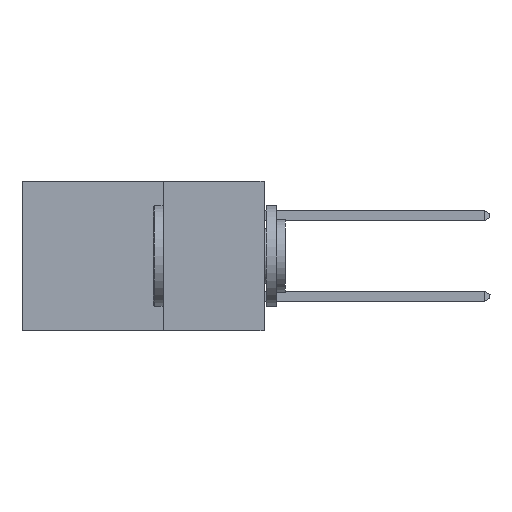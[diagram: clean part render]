
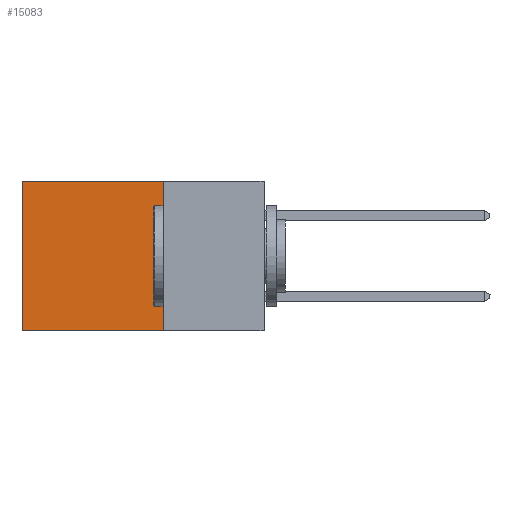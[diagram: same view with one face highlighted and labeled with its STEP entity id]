
A CAD part, left-side view. The second image highlights one B-rep face of the part: STEP entity #15083.
In plain terms, the highlighted planar face has unit normal (-1, 0, 0).
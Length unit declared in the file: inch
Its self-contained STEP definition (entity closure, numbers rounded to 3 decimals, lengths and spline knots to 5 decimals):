
#1581 = ORIENTED_EDGE ( 'NONE', *, *, #16922, .T. ) ;
#1847 = VERTEX_POINT ( 'NONE', #18071 ) ;
#2751 = LINE ( 'NONE', #9686, #21987 ) ;
#3023 = ORIENTED_EDGE ( 'NONE', *, *, #20824, .F. ) ;
#3642 = LINE ( 'NONE', #15851, #13586 ) ;
#4183 = DIRECTION ( 'NONE',  ( 0., 0., -1. ) ) ;
#4633 = CARTESIAN_POINT ( 'NONE',  ( 0.2615, 0.25, -0.37 ) ) ;
#4655 = DIRECTION ( 'NONE',  ( 0., 0., -1. ) ) ;
#5079 = VERTEX_POINT ( 'NONE', #11225 ) ;
#5566 = VERTEX_POINT ( 'NONE', #6905 ) ;
#6469 = CARTESIAN_POINT ( 'NONE',  ( 0.2615, 0.25, 0. ) ) ;
#6577 = DIRECTION ( 'NONE',  ( 1., 0., 0. ) ) ;
#6905 = CARTESIAN_POINT ( 'NONE',  ( 0.2615, 0.25, -0.37 ) ) ;
#8375 = LINE ( 'NONE', #6469, #12788 ) ;
#8427 = VECTOR ( 'NONE', #10843, 39.37008 ) ;
#9686 = CARTESIAN_POINT ( 'NONE',  ( 0.2615, 0.25, -0.37 ) ) ;
#9877 = EDGE_CURVE ( 'NONE', #5079, #5566, #2751, .T. ) ;
#10055 = EDGE_CURVE ( 'NONE', #1847, #14385, #3642, .T. ) ;
#10843 = DIRECTION ( 'NONE',  ( 0., 1., 0. ) ) ;
#10925 = CARTESIAN_POINT ( 'NONE',  ( 0.2615, 0.25, -0.37 ) ) ;
#11225 = CARTESIAN_POINT ( 'NONE',  ( 0.2615, 0.25, 0. ) ) ;
#12788 = VECTOR ( 'NONE', #17678, 39.37008 ) ;
#13586 = VECTOR ( 'NONE', #4655, 39.37008 ) ;
#14385 = VERTEX_POINT ( 'NONE', #17736 ) ;
#15083 = ADVANCED_FACE ( 'NONE', ( #21523 ), #23237, .F. ) ;
#15851 = CARTESIAN_POINT ( 'NONE',  ( 0.2615, 0.6, -0.37 ) ) ;
#16922 = EDGE_CURVE ( 'NONE', #5079, #1847, #8375, .T. ) ;
#16934 = ORIENTED_EDGE ( 'NONE', *, *, #10055, .T. ) ;
#17678 = DIRECTION ( 'NONE',  ( 0., 1., 0. ) ) ;
#17736 = CARTESIAN_POINT ( 'NONE',  ( 0.2615, 0.6, -0.37 ) ) ;
#17831 = AXIS2_PLACEMENT_3D ( 'NONE', #4633, #6577, #19650 ) ;
#17964 = ORIENTED_EDGE ( 'NONE', *, *, #9877, .F. ) ;
#18071 = CARTESIAN_POINT ( 'NONE',  ( 0.2615, 0.6, 0. ) ) ;
#19650 = DIRECTION ( 'NONE',  ( 0., 0., -1. ) ) ;
#20824 = EDGE_CURVE ( 'NONE', #5566, #14385, #23192, .T. ) ;
#21523 = FACE_OUTER_BOUND ( 'NONE', #23244, .T. ) ;
#21987 = VECTOR ( 'NONE', #4183, 39.37008 ) ;
#23192 = LINE ( 'NONE', #10925, #8427 ) ;
#23237 = PLANE ( 'NONE',  #17831 ) ;
#23244 = EDGE_LOOP ( 'NONE', ( #16934, #3023, #17964, #1581 ) ) ;
